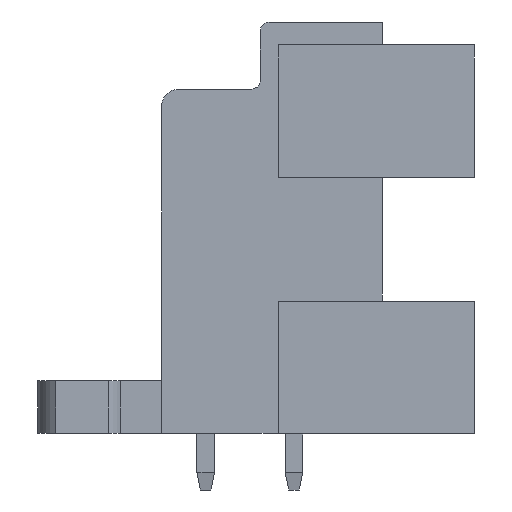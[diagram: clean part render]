
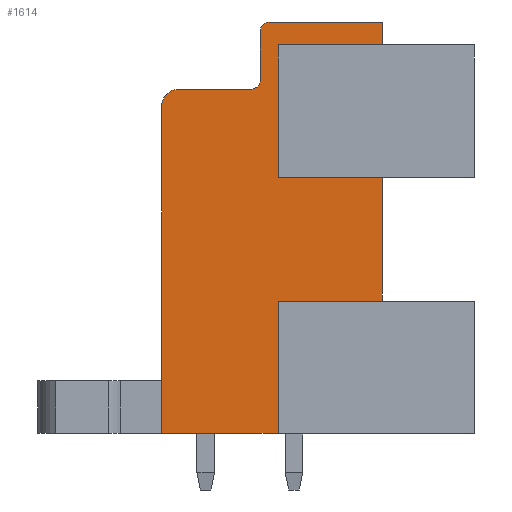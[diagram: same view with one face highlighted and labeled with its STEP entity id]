
A CAD part, left-side view. The second image highlights one B-rep face of the part: STEP entity #1614.
In plain terms, the highlighted planar face has unit normal (-1, 0, 0).
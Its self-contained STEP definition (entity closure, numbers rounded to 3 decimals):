
#1010=AXIS2_PLACEMENT_3D('Circle Axis2P3D',#1008,#1009,$) ;
#1072=AXIS2_PLACEMENT_3D('Circle Axis2P3D',#1070,#1071,$) ;
#1134=AXIS2_PLACEMENT_3D('Circle Axis2P3D',#1132,#1133,$) ;
#1585=AXIS2_PLACEMENT_3D('Plane Axis2P3D',#1582,#1583,#1584) ;
#357=CARTESIAN_POINT('Vertex',(3.5,5.2,10.7)) ;
#360=CARTESIAN_POINT('Line Origine',(3.5,8.15,10.7)) ;
#364=CARTESIAN_POINT('Vertex',(3.5,11.1,10.7)) ;
#442=CARTESIAN_POINT('Vertex',(3.5,5.2,17.7)) ;
#445=CARTESIAN_POINT('Line Origine',(3.5,5.2,14.2)) ;
#501=CARTESIAN_POINT('Vertex',(3.5,11.1,17.7)) ;
#504=CARTESIAN_POINT('Line Origine',(3.5,8.15,17.7)) ;
#863=CARTESIAN_POINT('Vertex',(3.5,5.2,25.2)) ;
#866=CARTESIAN_POINT('Line Origine',(3.5,8.15,25.2)) ;
#870=CARTESIAN_POINT('Vertex',(3.5,11.1,25.2)) ;
#943=CARTESIAN_POINT('Vertex',(3.5,5.2,26.5)) ;
#946=CARTESIAN_POINT('Line Origine',(3.5,5.2,25.85)) ;
#974=CARTESIAN_POINT('Vertex',(3.5,11.6,26.5)) ;
#977=CARTESIAN_POINT('Line Origine',(3.5,8.4,26.5)) ;
#1005=CARTESIAN_POINT('Vertex',(3.5,12.1,26.)) ;
#1008=CARTESIAN_POINT('Axis2P3D Location',(3.5,11.6,26.)) ;
#1036=CARTESIAN_POINT('Vertex',(3.5,12.1,23.2)) ;
#1039=CARTESIAN_POINT('Line Origine',(3.5,12.1,24.6)) ;
#1067=CARTESIAN_POINT('Vertex',(3.5,12.6,22.7)) ;
#1070=CARTESIAN_POINT('Axis2P3D Location',(3.5,12.6,23.2)) ;
#1098=CARTESIAN_POINT('Vertex',(3.5,16.7,22.7)) ;
#1101=CARTESIAN_POINT('Line Origine',(3.5,14.65,22.7)) ;
#1129=CARTESIAN_POINT('Vertex',(3.5,17.7,21.7)) ;
#1132=CARTESIAN_POINT('Axis2P3D Location',(3.5,16.7,21.7)) ;
#1153=CARTESIAN_POINT('Vertex',(3.5,17.7,3.2)) ;
#1158=CARTESIAN_POINT('Line Origine',(3.5,17.7,12.45)) ;
#1242=CARTESIAN_POINT('Vertex',(3.5,11.1,3.2)) ;
#1245=CARTESIAN_POINT('Line Origine',(3.5,14.4,3.2)) ;
#1582=CARTESIAN_POINT('Axis2P3D Location',(3.5,0.,0.)) ;
#1587=CARTESIAN_POINT('Line Origine',(3.5,11.1,21.45)) ;
#1592=CARTESIAN_POINT('Line Origine',(3.5,11.1,6.95)) ;
#361=DIRECTION('Vector Direction',(0.,-1.,0.)) ;
#446=DIRECTION('Vector Direction',(0.,0.,-1.)) ;
#505=DIRECTION('Vector Direction',(0.,1.,0.)) ;
#867=DIRECTION('Vector Direction',(0.,-1.,0.)) ;
#947=DIRECTION('Vector Direction',(0.,0.,-1.)) ;
#978=DIRECTION('Vector Direction',(0.,-1.,0.)) ;
#1009=DIRECTION('Axis2P3D Direction',(-1.,0.,0.)) ;
#1040=DIRECTION('Vector Direction',(0.,0.,1.)) ;
#1071=DIRECTION('Axis2P3D Direction',(-1.,0.,0.)) ;
#1102=DIRECTION('Vector Direction',(0.,-1.,0.)) ;
#1133=DIRECTION('Axis2P3D Direction',(-1.,0.,0.)) ;
#1159=DIRECTION('Vector Direction',(0.,0.,1.)) ;
#1246=DIRECTION('Vector Direction',(0.,1.,0.)) ;
#1583=DIRECTION('Axis2P3D Direction',(-1.,0.,0.)) ;
#1584=DIRECTION('Axis2P3D XDirection',(0.,-1.,0.)) ;
#1588=DIRECTION('Vector Direction',(0.,0.,1.)) ;
#1593=DIRECTION('Vector Direction',(0.,0.,1.)) ;
#362=VECTOR('Line Direction',#361,1.) ;
#447=VECTOR('Line Direction',#446,1.) ;
#506=VECTOR('Line Direction',#505,1.) ;
#868=VECTOR('Line Direction',#867,1.) ;
#948=VECTOR('Line Direction',#947,1.) ;
#979=VECTOR('Line Direction',#978,1.) ;
#1041=VECTOR('Line Direction',#1040,1.) ;
#1103=VECTOR('Line Direction',#1102,1.) ;
#1160=VECTOR('Line Direction',#1159,1.) ;
#1247=VECTOR('Line Direction',#1246,1.) ;
#1589=VECTOR('Line Direction',#1588,1.) ;
#1594=VECTOR('Line Direction',#1593,1.) ;
#1598=ORIENTED_EDGE('',*,*,#508,.F.) ;
#1599=ORIENTED_EDGE('',*,*,#1591,.F.) ;
#1600=ORIENTED_EDGE('',*,*,#872,.F.) ;
#1601=ORIENTED_EDGE('',*,*,#950,.T.) ;
#1602=ORIENTED_EDGE('',*,*,#981,.T.) ;
#1603=ORIENTED_EDGE('',*,*,#1012,.T.) ;
#1604=ORIENTED_EDGE('',*,*,#1043,.T.) ;
#1605=ORIENTED_EDGE('',*,*,#1074,.T.) ;
#1606=ORIENTED_EDGE('',*,*,#1105,.T.) ;
#1607=ORIENTED_EDGE('',*,*,#1136,.T.) ;
#1608=ORIENTED_EDGE('',*,*,#1162,.T.) ;
#1609=ORIENTED_EDGE('',*,*,#1249,.T.) ;
#1610=ORIENTED_EDGE('',*,*,#1596,.F.) ;
#1611=ORIENTED_EDGE('',*,*,#366,.F.) ;
#1612=ORIENTED_EDGE('',*,*,#449,.T.) ;
#1614=ADVANCED_FACE('Housing',(#1613),#1586,.T.) ;
#1011=CIRCLE('generated circle',#1010,0.5) ;
#1073=CIRCLE('generated circle',#1072,0.5) ;
#1135=CIRCLE('generated circle',#1134,1.) ;
#366=EDGE_CURVE('',#358,#365,#363,.F.) ;
#449=EDGE_CURVE('',#358,#443,#448,.F.) ;
#508=EDGE_CURVE('',#502,#443,#507,.F.) ;
#872=EDGE_CURVE('',#864,#871,#869,.F.) ;
#950=EDGE_CURVE('',#864,#944,#949,.F.) ;
#981=EDGE_CURVE('',#944,#975,#980,.F.) ;
#1012=EDGE_CURVE('',#975,#1006,#1011,.T.) ;
#1043=EDGE_CURVE('',#1006,#1037,#1042,.F.) ;
#1074=EDGE_CURVE('',#1037,#1068,#1073,.F.) ;
#1105=EDGE_CURVE('',#1068,#1099,#1104,.F.) ;
#1136=EDGE_CURVE('',#1099,#1130,#1135,.T.) ;
#1162=EDGE_CURVE('',#1130,#1154,#1161,.F.) ;
#1249=EDGE_CURVE('',#1154,#1243,#1248,.F.) ;
#1591=EDGE_CURVE('',#871,#502,#1590,.F.) ;
#1596=EDGE_CURVE('',#365,#1243,#1595,.F.) ;
#1597=EDGE_LOOP('',(#1598,#1599,#1600,#1601,#1602,#1603,#1604,#1605,#1606,#1607,#1608,#1609,#1610,#1611,#1612)) ;
#1613=FACE_OUTER_BOUND('',#1597,.T.) ;
#363=LINE('Line',#360,#362) ;
#448=LINE('Line',#445,#447) ;
#507=LINE('Line',#504,#506) ;
#869=LINE('Line',#866,#868) ;
#949=LINE('Line',#946,#948) ;
#980=LINE('Line',#977,#979) ;
#1042=LINE('Line',#1039,#1041) ;
#1104=LINE('Line',#1101,#1103) ;
#1161=LINE('Line',#1158,#1160) ;
#1248=LINE('Line',#1245,#1247) ;
#1590=LINE('Line',#1587,#1589) ;
#1595=LINE('Line',#1592,#1594) ;
#1586=PLANE('',#1585) ;
#358=VERTEX_POINT('',#357) ;
#365=VERTEX_POINT('',#364) ;
#443=VERTEX_POINT('',#442) ;
#502=VERTEX_POINT('',#501) ;
#864=VERTEX_POINT('',#863) ;
#871=VERTEX_POINT('',#870) ;
#944=VERTEX_POINT('',#943) ;
#975=VERTEX_POINT('',#974) ;
#1006=VERTEX_POINT('',#1005) ;
#1037=VERTEX_POINT('',#1036) ;
#1068=VERTEX_POINT('',#1067) ;
#1099=VERTEX_POINT('',#1098) ;
#1130=VERTEX_POINT('',#1129) ;
#1154=VERTEX_POINT('',#1153) ;
#1243=VERTEX_POINT('',#1242) ;
